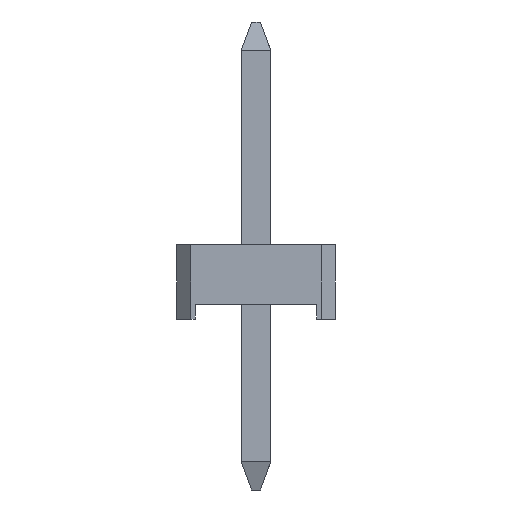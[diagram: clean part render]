
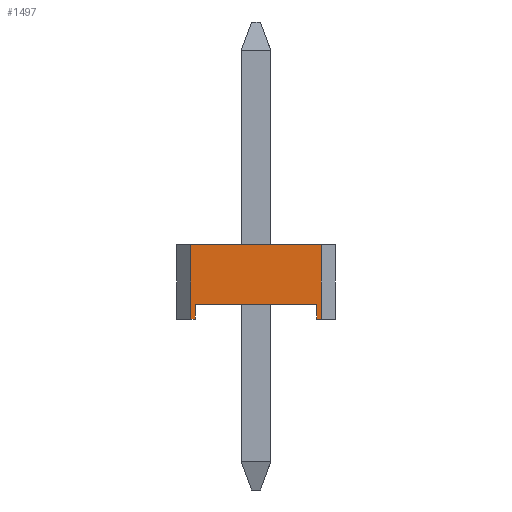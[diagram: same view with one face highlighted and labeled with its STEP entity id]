
A CAD part, left-side view. The second image highlights one B-rep face of the part: STEP entity #1497.
In plain terms, the highlighted planar face has unit normal (-1, 0, 0).
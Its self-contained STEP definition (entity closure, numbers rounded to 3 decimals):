
#248 = CARTESIAN_POINT ( 'NONE',  ( -0.635, 0.816, 0. ) ) ;
#390 = CARTESIAN_POINT ( 'NONE',  ( -0.635, 0.816, 0.2 ) ) ;
#441 = CARTESIAN_POINT ( 'NONE',  ( -0.635, -0.88, 0. ) ) ;
#480 = CARTESIAN_POINT ( 'NONE',  ( -0.635, -0.816, 0. ) ) ;
#635 = CARTESIAN_POINT ( 'NONE',  ( -0.635, -0.816, 0.2 ) ) ;
#989 = CARTESIAN_POINT ( 'NONE',  ( -0.635, 0.879, 0. ) ) ;
#1146 = VERTEX_POINT ( 'NONE', #635 ) ;
#1158 = VERTEX_POINT ( 'NONE', #390 ) ;
#1186 = VERTEX_POINT ( 'NONE', #989 ) ;
#1195 = VERTEX_POINT ( 'NONE', #480 ) ;
#1196 = VERTEX_POINT ( 'NONE', #441 ) ;
#1197 = VERTEX_POINT ( 'NONE', #248 ) ;
#1497 = ADVANCED_FACE ( 'NONE', ( #8386 ), #4330, .F. ) ;
#1861 = AXIS2_PLACEMENT_3D ( 'NONE', #4303, #4302, #4301 ) ;
#3271 = EDGE_CURVE ( 'NONE', #1195, #1146, #10445, .T. ) ;
#3410 = EDGE_CURVE ( 'NONE', #12070, #1196, #10723, .T. ) ;
#3462 = EDGE_CURVE ( 'NONE', #12204, #12070, #6540, .T. ) ;
#3554 = EDGE_CURVE ( 'NONE', #1146, #1158, #6724, .T. ) ;
#3610 = EDGE_CURVE ( 'NONE', #1197, #1186, #6834, .T. ) ;
#3633 = EDGE_CURVE ( 'NONE', #1158, #1197, #6870, .T. ) ;
#3662 = EDGE_CURVE ( 'NONE', #12204, #1186, #6940, .T. ) ;
#3831 = EDGE_CURVE ( 'NONE', #1196, #1195, #7278, .T. ) ;
#4301 = DIRECTION ( 'NONE',  ( 0., 0., -1. ) ) ;
#4302 = DIRECTION ( 'NONE',  ( 1., 0., 0. ) ) ;
#4303 = CARTESIAN_POINT ( 'NONE',  ( -0.635, 0., 0. ) ) ;
#4330 = PLANE ( 'NONE',  #1861 ) ;
#6540 = LINE ( 'NONE', #11105, #6543 ) ;
#6543 = VECTOR ( 'NONE', #11104, 1000. ) ;
#6724 = LINE ( 'NONE', #9466, #6727 ) ;
#6727 = VECTOR ( 'NONE', #9464, 1000. ) ;
#6834 = LINE ( 'NONE', #9342, #6839 ) ;
#6839 = VECTOR ( 'NONE', #9328, 1000. ) ;
#6870 = LINE ( 'NONE', #9292, #6885 ) ;
#6885 = VECTOR ( 'NONE', #9272, 1000. ) ;
#6940 = LINE ( 'NONE', #9201, #6943 ) ;
#6943 = VECTOR ( 'NONE', #9199, 1000. ) ;
#7278 = LINE ( 'NONE', #8785, #7281 ) ;
#7281 = VECTOR ( 'NONE', #8783, 1000. ) ;
#7419 = ORIENTED_EDGE ( 'NONE', *, *, #3610, .F. ) ;
#7420 = ORIENTED_EDGE ( 'NONE', *, *, #3554, .F. ) ;
#7428 = ORIENTED_EDGE ( 'NONE', *, *, #3410, .F. ) ;
#7449 = ORIENTED_EDGE ( 'NONE', *, *, #3633, .F. ) ;
#7456 = ORIENTED_EDGE ( 'NONE', *, *, #3831, .F. ) ;
#7480 = ORIENTED_EDGE ( 'NONE', *, *, #3462, .F. ) ;
#7505 = ORIENTED_EDGE ( 'NONE', *, *, #3662, .T. ) ;
#7548 = ORIENTED_EDGE ( 'NONE', *, *, #3271, .F. ) ;
#8386 = FACE_OUTER_BOUND ( 'NONE', #9762, .T. ) ;
#8575 = CARTESIAN_POINT ( 'NONE',  ( -0.635, 0.879, 1. ) ) ;
#8728 = CARTESIAN_POINT ( 'NONE',  ( -0.635, -0.88, 1. ) ) ;
#8783 = DIRECTION ( 'NONE',  ( 0., 1., 0. ) ) ;
#8785 = CARTESIAN_POINT ( 'NONE',  ( -0.635, -1.07, 0. ) ) ;
#9199 = DIRECTION ( 'NONE',  ( 0., 0., -1. ) ) ;
#9201 = CARTESIAN_POINT ( 'NONE',  ( -0.635, 0.879, 1. ) ) ;
#9272 = DIRECTION ( 'NONE',  ( 0., 0., -1. ) ) ;
#9292 = CARTESIAN_POINT ( 'NONE',  ( -0.635, 0.816, 0.2 ) ) ;
#9328 = DIRECTION ( 'NONE',  ( 0., 1., 0. ) ) ;
#9342 = CARTESIAN_POINT ( 'NONE',  ( -0.635, 0.816, 0. ) ) ;
#9464 = DIRECTION ( 'NONE',  ( 0., 1., 0. ) ) ;
#9466 = CARTESIAN_POINT ( 'NONE',  ( -0.635, 0.816, 0.2 ) ) ;
#9762 = EDGE_LOOP ( 'NONE', ( #7428, #7480, #7505, #7419, #7449, #7420, #7548, #7456 ) ) ;
#10445 = LINE ( 'NONE', #11719, #10450 ) ;
#10450 = VECTOR ( 'NONE', #11708, 1000. ) ;
#10723 = LINE ( 'NONE', #11274, #10728 ) ;
#10728 = VECTOR ( 'NONE', #11258, 1000. ) ;
#11104 = DIRECTION ( 'NONE',  ( 0., -1., 0. ) ) ;
#11105 = CARTESIAN_POINT ( 'NONE',  ( -0.635, 1.07, 1. ) ) ;
#11258 = DIRECTION ( 'NONE',  ( 0., 0., -1. ) ) ;
#11274 = CARTESIAN_POINT ( 'NONE',  ( -0.635, -0.88, 1. ) ) ;
#11708 = DIRECTION ( 'NONE',  ( 0., 0., 1. ) ) ;
#11719 = CARTESIAN_POINT ( 'NONE',  ( -0.635, -0.816, 0. ) ) ;
#12070 = VERTEX_POINT ( 'NONE', #8728 ) ;
#12204 = VERTEX_POINT ( 'NONE', #8575 ) ;
